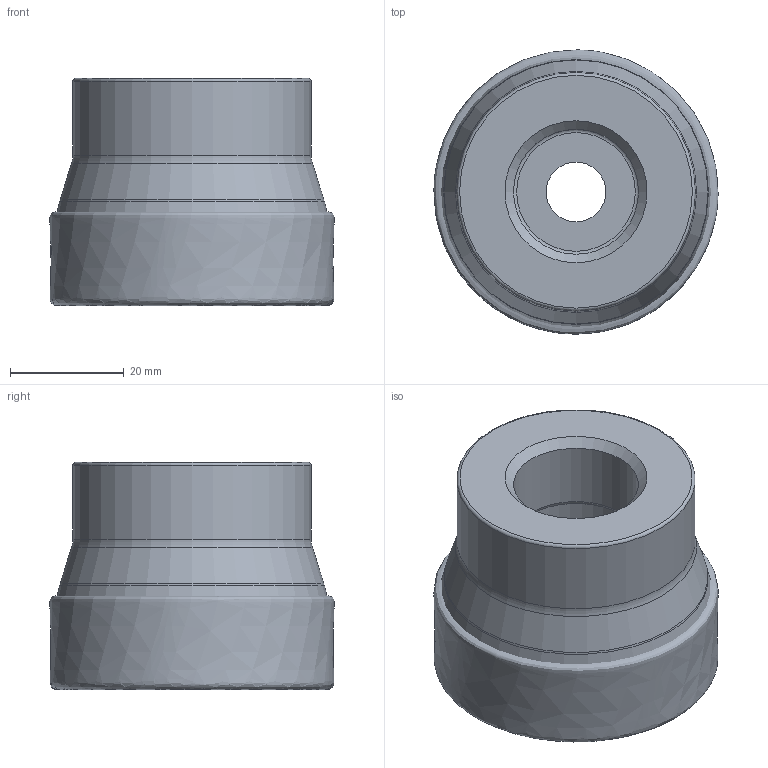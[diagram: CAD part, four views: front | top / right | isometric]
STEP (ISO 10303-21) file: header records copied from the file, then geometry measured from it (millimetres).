
FILE_DESCRIPTION(/* description */ (''),/* implementation_level */ '2;1');
FILE_NAME(/* name */ 'toolassembly_1.stp',/* time_stamp */ '2019-11-12T10:43:33+01:00',/* author */ (''),/* organization */ ('SMS'),/* preprocessor_version */ 'ST-DEVELOPER v16.7',/* originating_system */ 'SIEMENS PLM Software NX 12.0',/* authorisation */ '');
FILE_SCHEMA (('AUTOMOTIVE_DESIGN { 1 0 10303 214 3 1 1 1 }'));
Length unit declared in the file: millimetre
Products named in the file (4): CUT_20191112104242; ASSEMBLY_CONSTRUCTION; NOCUT_20191112104223; TOOLASSEMBLY_1
Assembly tree (3 placements, depth 2):
  TOOLASSEMBLY_1
    NOCUT_20191112104223
    ASSEMBLY_CONSTRUCTION
    CUT_20191112104242
Bounding box: 50.08 x 50.08 x 40 mm (x, y, z)
Volume: 70238.6 mm3; surface area: 17193.2 mm2
Topology: 2 solids, 2 shells, 32 faces, 69 edges, 50 vertices
Faces by surface type: torus 13, cone 9, cylinder 5, plane 4, bspline 1
Full cylindrical faces by diameter (mm): 10.5 x1, 17.1 x1, 22.011 x1, 22.5 x1, 42 x1
Entity records: 6193 total; most frequent: CARTESIAN_POINT 5441, DIRECTION 150, AXIS2_PLACEMENT_3D 75, FACE_BOUND 63, EDGE_LOOP 62, ORIENTED_EDGE 62, ADVANCED_FACE 32, VERTEX_POINT 32
